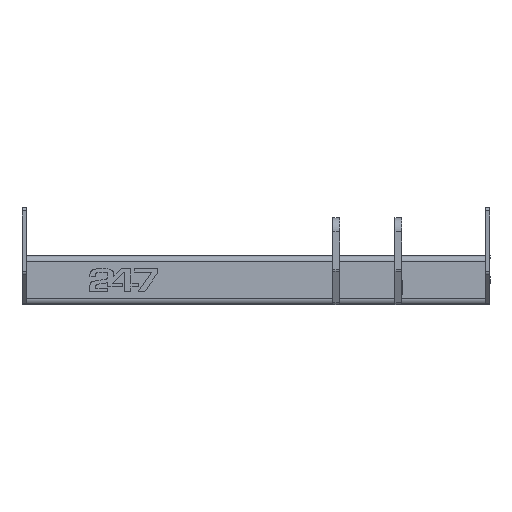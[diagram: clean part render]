
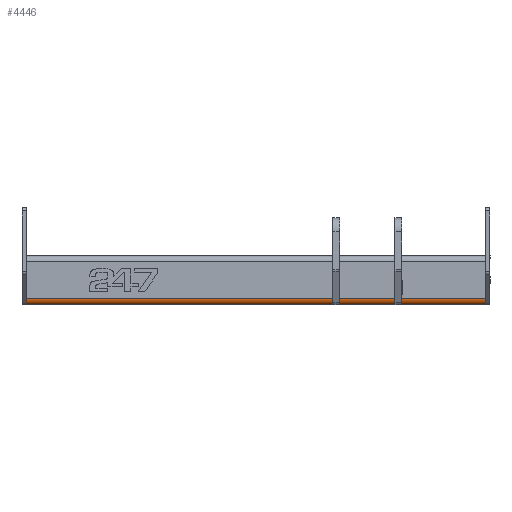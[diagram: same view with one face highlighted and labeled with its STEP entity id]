
A CAD part, left-side view. The second image highlights one B-rep face of the part: STEP entity #4446.
In plain terms, the highlighted cylindrical face has radius 8 mm (diameter 16 mm), a partial arc.
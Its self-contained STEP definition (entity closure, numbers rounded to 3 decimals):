
#79 = CARTESIAN_POINT ( 'NONE',  ( -27., -331.5, -27. ) ) ;
#82 = VERTEX_POINT ( 'NONE', #3202 ) ;
#465 = DIRECTION ( 'NONE',  ( 0., -1., 0. ) ) ;
#479 = CIRCLE ( 'NONE', #5231, 8. ) ;
#942 = DIRECTION ( 'NONE',  ( 0., 1., 0. ) ) ;
#1115 = VERTEX_POINT ( 'NONE', #2653 ) ;
#1161 = LINE ( 'NONE', #4917, #4261 ) ;
#1435 = LINE ( 'NONE', #1766, #1565 ) ;
#1565 = VECTOR ( 'NONE', #942, 1000. ) ;
#1571 = FACE_OUTER_BOUND ( 'NONE', #3467, .T. ) ;
#1766 = CARTESIAN_POINT ( 'NONE',  ( -35., -331.5, -27. ) ) ;
#1915 = CARTESIAN_POINT ( 'NONE',  ( -35., 331.5, -27. ) ) ;
#2120 = DIRECTION ( 'NONE',  ( 0., -1., 0. ) ) ;
#2180 = VERTEX_POINT ( 'NONE', #4414 ) ;
#2200 = VERTEX_POINT ( 'NONE', #1915 ) ;
#2271 = DIRECTION ( 'NONE',  ( 0., 0., -1. ) ) ;
#2296 = CARTESIAN_POINT ( 'NONE',  ( -27., -331.5, -27. ) ) ;
#2524 = DIRECTION ( 'NONE',  ( 0., 1., 0. ) ) ;
#2570 = AXIS2_PLACEMENT_3D ( 'NONE', #2944, #465, #3332 ) ;
#2653 = CARTESIAN_POINT ( 'NONE',  ( -27., -331.5, -35. ) ) ;
#2895 = EDGE_CURVE ( 'NONE', #1115, #2180, #479, .T. ) ;
#2926 = ORIENTED_EDGE ( 'NONE', *, *, #4163, .T. ) ;
#2944 = CARTESIAN_POINT ( 'NONE',  ( -27., 331.5, -27. ) ) ;
#3012 = AXIS2_PLACEMENT_3D ( 'NONE', #2296, #3520, #2271 ) ;
#3202 = CARTESIAN_POINT ( 'NONE',  ( -27., 331.5, -35. ) ) ;
#3332 = DIRECTION ( 'NONE',  ( 0., 0., -1. ) ) ;
#3441 = ORIENTED_EDGE ( 'NONE', *, *, #4883, .T. ) ;
#3467 = EDGE_LOOP ( 'NONE', ( #3782, #3441, #2926, #4080 ) ) ;
#3520 = DIRECTION ( 'NONE',  ( 0., -1., 0. ) ) ;
#3746 = DIRECTION ( 'NONE',  ( 0., 0., -1. ) ) ;
#3782 = ORIENTED_EDGE ( 'NONE', *, *, #2895, .T. ) ;
#4080 = ORIENTED_EDGE ( 'NONE', *, *, #4192, .T. ) ;
#4163 = EDGE_CURVE ( 'NONE', #2200, #82, #4634, .T. ) ;
#4192 = EDGE_CURVE ( 'NONE', #82, #1115, #1161, .T. ) ;
#4261 = VECTOR ( 'NONE', #2120, 1000. ) ;
#4414 = CARTESIAN_POINT ( 'NONE',  ( -35., -331.5, -27. ) ) ;
#4446 = ADVANCED_FACE ( 'NONE', ( #1571 ), #4527, .T. ) ;
#4527 = CYLINDRICAL_SURFACE ( 'NONE', #3012, 8. ) ;
#4634 = CIRCLE ( 'NONE', #2570, 8. ) ;
#4883 = EDGE_CURVE ( 'NONE', #2180, #2200, #1435, .T. ) ;
#4917 = CARTESIAN_POINT ( 'NONE',  ( -27., -331.5, -35. ) ) ;
#5231 = AXIS2_PLACEMENT_3D ( 'NONE', #79, #2524, #3746 ) ;
